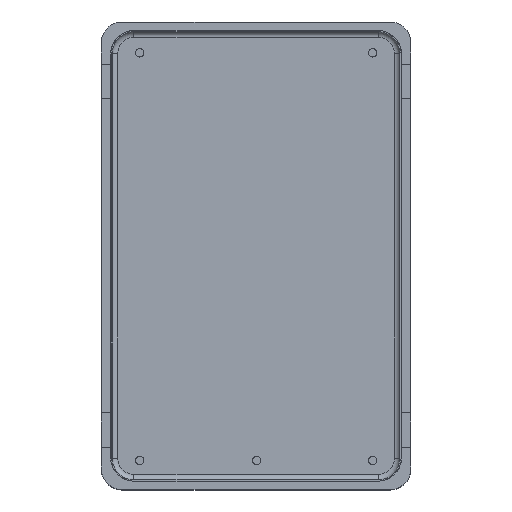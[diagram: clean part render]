
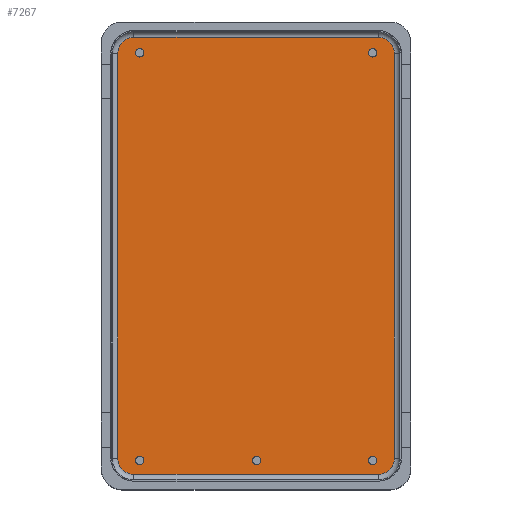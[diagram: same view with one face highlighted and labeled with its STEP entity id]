
A CAD part, top view. The second image highlights one B-rep face of the part: STEP entity #7267.
In plain terms, the highlighted planar face has unit normal (0, 0, 1).
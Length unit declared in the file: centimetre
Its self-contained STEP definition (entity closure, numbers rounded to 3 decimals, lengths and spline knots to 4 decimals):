
#916=VECTOR('',#8853,1.);
#917=VECTOR('',#8856,1.);
#918=VECTOR('',#8859,1.);
#919=VECTOR('',#8862,1.);
#1725=LINE('',#11462,#916);
#1726=LINE('',#11466,#917);
#1727=LINE('',#11470,#918);
#1728=LINE('',#11474,#919);
#2076=PLANE('',#7643);
#2106=VERTEX_POINT('',#9187);
#2112=VERTEX_POINT('',#9204);
#2654=VERTEX_POINT('',#11353);
#2676=VERTEX_POINT('',#11419);
#2682=VERTEX_POINT('',#11436);
#2691=VERTEX_POINT('',#11460);
#2692=VERTEX_POINT('',#11461);
#2693=VERTEX_POINT('',#11463);
#2694=VERTEX_POINT('',#11465);
#2695=VERTEX_POINT('',#11467);
#2696=VERTEX_POINT('',#11469);
#2697=VERTEX_POINT('',#11471);
#2698=VERTEX_POINT('',#11473);
#2804=CIRCLE('',#7337,0.0365);
#2810=CIRCLE('',#7348,0.0365);
#2822=CIRCLE('',#7594,0.0365);
#2836=CIRCLE('',#7622,0.0365);
#2842=CIRCLE('',#7633,0.0365);
#2847=CIRCLE('',#7644,0.141);
#2848=CIRCLE('',#7645,0.141);
#2849=CIRCLE('',#7646,0.141);
#2850=CIRCLE('',#7647,0.141);
#2916=EDGE_CURVE('',#2106,#2106,#2804,.T.);
#2922=EDGE_CURVE('',#2112,#2112,#2810,.T.);
#3729=EDGE_CURVE('',#2654,#2654,#2822,.T.);
#3759=EDGE_CURVE('',#2676,#2676,#2836,.T.);
#3765=EDGE_CURVE('',#2682,#2682,#2842,.T.);
#3774=EDGE_CURVE('',#2691,#2692,#2847,.T.);
#3775=EDGE_CURVE('',#2693,#2691,#1725,.T.);
#3776=EDGE_CURVE('',#2694,#2693,#2848,.T.);
#3777=EDGE_CURVE('',#2695,#2694,#1726,.T.);
#3778=EDGE_CURVE('',#2696,#2695,#2849,.T.);
#3779=EDGE_CURVE('',#2697,#2696,#1727,.T.);
#3780=EDGE_CURVE('',#2698,#2697,#2850,.T.);
#3781=EDGE_CURVE('',#2692,#2698,#1728,.T.);
#5650=ORIENTED_EDGE('',*,*,#2916,.T.);
#5651=ORIENTED_EDGE('',*,*,#2922,.T.);
#5652=ORIENTED_EDGE('',*,*,#3729,.T.);
#5653=ORIENTED_EDGE('',*,*,#3759,.T.);
#5654=ORIENTED_EDGE('',*,*,#3765,.T.);
#5655=ORIENTED_EDGE('',*,*,#3774,.F.);
#5656=ORIENTED_EDGE('',*,*,#3775,.F.);
#5657=ORIENTED_EDGE('',*,*,#3776,.F.);
#5658=ORIENTED_EDGE('',*,*,#3777,.F.);
#5659=ORIENTED_EDGE('',*,*,#3778,.F.);
#5660=ORIENTED_EDGE('',*,*,#3779,.F.);
#5661=ORIENTED_EDGE('',*,*,#3780,.F.);
#5662=ORIENTED_EDGE('',*,*,#3781,.F.);
#6405=EDGE_LOOP('',(#5650));
#6406=EDGE_LOOP('',(#5651));
#6407=EDGE_LOOP('',(#5652));
#6408=EDGE_LOOP('',(#5653));
#6409=EDGE_LOOP('',(#5654));
#6410=EDGE_LOOP('',(#5655,#5656,#5657,#5658,#5659,#5660,#5661,#5662));
#6858=FACE_BOUND('',#6405,.T.);
#6859=FACE_BOUND('',#6406,.T.);
#6860=FACE_BOUND('',#6407,.T.);
#6861=FACE_BOUND('',#6408,.T.);
#6862=FACE_BOUND('',#6409,.T.);
#6863=FACE_BOUND('',#6410,.T.);
#7267=ADVANCED_FACE('',(#6858,#6859,#6860,#6861,#6862,#6863),#2076,.T.);
#7337=AXIS2_PLACEMENT_3D('',#9186,#7780,#7781);
#7348=AXIS2_PLACEMENT_3D('',#9203,#7799,#7800);
#7594=AXIS2_PLACEMENT_3D('',#11352,#8747,#8748);
#7622=AXIS2_PLACEMENT_3D('',#11418,#8811,#8812);
#7633=AXIS2_PLACEMENT_3D('',#11435,#8830,#8831);
#7643=AXIS2_PLACEMENT_3D('',#11458,#8850,$);
#7644=AXIS2_PLACEMENT_3D('',#11459,#8851,#8852);
#7645=AXIS2_PLACEMENT_3D('',#11464,#8854,#8855);
#7646=AXIS2_PLACEMENT_3D('',#11468,#8857,#8858);
#7647=AXIS2_PLACEMENT_3D('',#11472,#8860,#8861);
#7780=DIRECTION('',(0.,0.,-1.));
#7781=DIRECTION('',(-0.014,-0.034,0.));
#7799=DIRECTION('',(0.,0.,-1.));
#7800=DIRECTION('',(-0.014,-0.034,0.));
#8747=DIRECTION('',(0.,0.,-1.));
#8748=DIRECTION('',(-0.014,-0.034,0.));
#8811=DIRECTION('',(0.,0.,-1.));
#8812=DIRECTION('',(-0.014,-0.034,0.));
#8830=DIRECTION('',(0.,0.,-1.));
#8831=DIRECTION('',(-0.014,-0.034,0.));
#8850=DIRECTION('',(0.,0.,1.));
#8851=DIRECTION('',(0.,0.,-1.));
#8852=DIRECTION('',(0.1,-0.1,0.));
#8853=DIRECTION('',(0.,1.,0.));
#8854=DIRECTION('',(0.,0.,-1.));
#8855=DIRECTION('',(0.141,0.,0.));
#8856=DIRECTION('',(-1.,0.,0.));
#8857=DIRECTION('',(0.,0.,-1.));
#8858=DIRECTION('',(-0.141,0.,0.));
#8859=DIRECTION('',(0.,-1.,0.));
#8860=DIRECTION('',(0.,0.,-1.));
#8861=DIRECTION('',(-0.1,-0.1,0.));
#8862=DIRECTION('',(1.,0.,0.));
#9186=CARTESIAN_POINT('',(1.017,-1.785,1.5613));
#9187=CARTESIAN_POINT('',(1.031,-1.7513,1.5613));
#9203=CARTESIAN_POINT('',(0.005,-1.785,1.5613));
#9204=CARTESIAN_POINT('',(0.019,-1.7513,1.5613));
#11352=CARTESIAN_POINT('',(-1.015,-1.785,1.5613));
#11353=CARTESIAN_POINT('',(-1.001,-1.7513,1.5613));
#11418=CARTESIAN_POINT('',(-1.015,1.771,1.5613));
#11419=CARTESIAN_POINT('',(-1.001,1.8047,1.5613));
#11435=CARTESIAN_POINT('',(1.017,1.771,1.5613));
#11436=CARTESIAN_POINT('',(1.031,1.8047,1.5613));
#11458=CARTESIAN_POINT('',(0.,0.,
1.5613));
#11459=CARTESIAN_POINT('',(-1.065,1.765,1.5613));
#11460=CARTESIAN_POINT('',(-1.206,1.765,1.5613));
#11461=CARTESIAN_POINT('',(-1.065,1.906,1.5613));
#11462=CARTESIAN_POINT('',(-1.206,0.,1.5613));
#11463=CARTESIAN_POINT('',(-1.206,-1.765,1.5613));
#11464=CARTESIAN_POINT('',(-1.065,-1.765,1.5613));
#11465=CARTESIAN_POINT('',(-1.065,-1.906,1.5613));
#11466=CARTESIAN_POINT('',(0.,-1.906,1.5613));
#11467=CARTESIAN_POINT('',(1.065,-1.906,1.5613));
#11468=CARTESIAN_POINT('',(1.065,-1.765,1.5613));
#11469=CARTESIAN_POINT('',(1.206,-1.765,1.5613));
#11470=CARTESIAN_POINT('',(1.206,0.,1.5613));
#11471=CARTESIAN_POINT('',(1.206,1.765,1.5613));
#11472=CARTESIAN_POINT('',(1.065,1.765,1.5613));
#11473=CARTESIAN_POINT('',(1.065,1.906,1.5613));
#11474=CARTESIAN_POINT('',(0.,1.906,1.5613));
